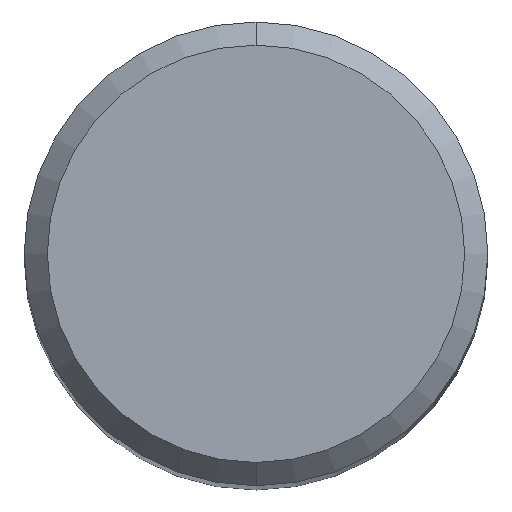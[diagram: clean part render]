
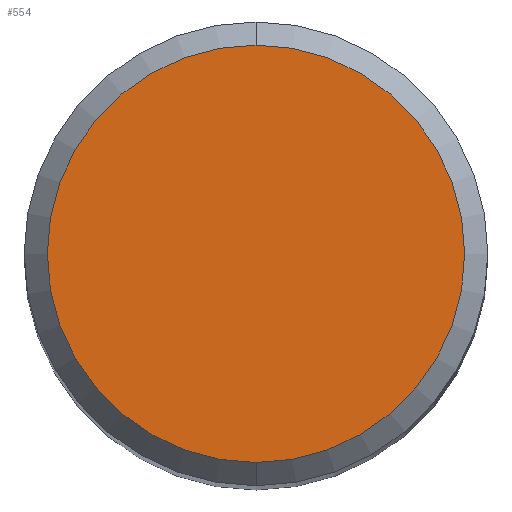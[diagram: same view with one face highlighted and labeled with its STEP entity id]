
A CAD part, top view. The second image highlights one B-rep face of the part: STEP entity #554.
In plain terms, the highlighted planar face has unit normal (0, 0, 1).
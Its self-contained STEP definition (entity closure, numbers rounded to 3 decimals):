
#366=EDGE_CURVE('',#578,#454,#960,.T.);
#442=EDGE_CURVE('',#454,#578,#1044,.T.);
#454=VERTEX_POINT('',#1059);
#554=ADVANCED_FACE('',(#1171),#1172,.T.);
#578=VERTEX_POINT('',#1197);
#960=CIRCLE('',#1865,5.4);
#1044=CIRCLE('',#3317,5.4);
#1059=CARTESIAN_POINT('',(0.0,5.4,0.0));
#1171=FACE_OUTER_BOUND('',#6231,.T.);
#1172=PLANE('',#6232);
#1197=CARTESIAN_POINT('',(0.,-5.4,0.0));
#1865=AXIS2_PLACEMENT_3D('',#9123,#9124,#9125);
#3317=AXIS2_PLACEMENT_3D('',#9212,#9213,#9214);
#6231=EDGE_LOOP('',(#9381,#9382));
#6232=AXIS2_PLACEMENT_3D('',#9383,#9384,#9385);
#9123=CARTESIAN_POINT('',(0.0,0.0,0.0));
#9124=DIRECTION('',(0.0,0.0,-1.0));
#9125=DIRECTION('',(0.0,1.0,0.0));
#9212=CARTESIAN_POINT('',(0.0,0.0,0.0));
#9213=DIRECTION('',(0.0,0.0,-1.0));
#9214=DIRECTION('',(0.0,1.0,0.0));
#9381=ORIENTED_EDGE('',*,*,#442,.F.);
#9382=ORIENTED_EDGE('',*,*,#366,.F.);
#9383=CARTESIAN_POINT('',(0.0,2.7,0.0));
#9384=DIRECTION('',(-0.0,0.0,1.0));
#9385=DIRECTION('',(0.0,-1.0,0.0));
